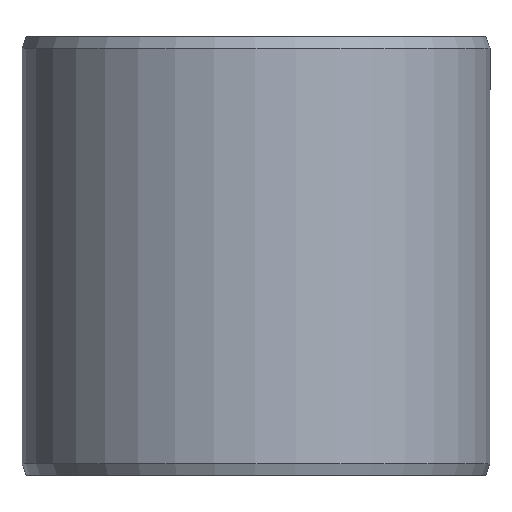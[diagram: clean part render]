
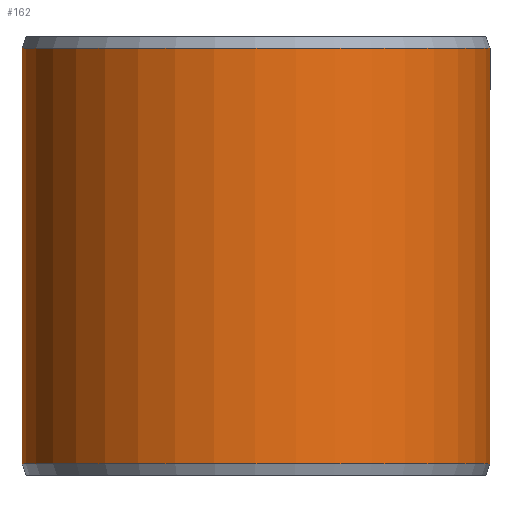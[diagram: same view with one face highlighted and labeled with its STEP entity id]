
A CAD part, front view. The second image highlights one B-rep face of the part: STEP entity #162.
In plain terms, the highlighted cylindrical face has radius 24 mm (diameter 48 mm), a partial arc.
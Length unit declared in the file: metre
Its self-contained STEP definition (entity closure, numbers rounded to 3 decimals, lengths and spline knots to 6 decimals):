
#162=ADVANCED_FACE('',(#185,#186),#187,.T.);
#185=FACE_OUTER_BOUND('',#211,.T.);
#186=FACE_BOUND('',#212,.T.);
#187=CYLINDRICAL_SURFACE('',#213,0.024);
#211=EDGE_LOOP('',(#289,#290,#291,#292));
#212=EDGE_LOOP('',(#293));
#213=AXIS2_PLACEMENT_3D('',#294,#295,#296);
#289=ORIENTED_EDGE('',*,*,#314,.T.);
#290=ORIENTED_EDGE('',*,*,#323,.F.);
#291=ORIENTED_EDGE('',*,*,#309,.F.);
#292=ORIENTED_EDGE('',*,*,#324,.T.);
#293=ORIENTED_EDGE('',*,*,#327,.T.);
#294=CARTESIAN_POINT('',(0.,0.,0.0));
#295=DIRECTION('',(0.,0.0,-1.0));
#296=DIRECTION('',(-1.0,0.0,0.));
#309=EDGE_CURVE('',#341,#342,#343,.T.);
#314=EDGE_CURVE('',#351,#349,#352,.T.);
#323=EDGE_CURVE('',#342,#349,#365,.T.);
#324=EDGE_CURVE('',#341,#351,#366,.T.);
#327=EDGE_CURVE('',#370,#370,#371,.T.);
#341=VERTEX_POINT('',#389);
#342=VERTEX_POINT('',#390);
#343=CIRCLE('',#391,0.024);
#349=VERTEX_POINT('',#399);
#351=VERTEX_POINT('',#402);
#352=CIRCLE('',#403,0.024);
#365=LINE('',#422,#423);
#366=LINE('',#424,#425);
#370=VERTEX_POINT('',#495);
#371=B_SPLINE_CURVE_WITH_KNOTS('',3,(#496,#497,#498,#499,#500,#501,#502,#503,#504,#505,#506,#507,#508,#509,#510,#511,#512,#513,#514,#515,#516,#517,#518,#519,#520,#521,#522,#523,#524,#525,#526,#527,#528,#529,#530,#531,#532,#533,#534,#535,#536,#537,#538,#539,#540,#541,#542,#543,#544,#545,#546,#547,#548,#549,#550,#551,#552,#553,#554,#555,#556,#557,#558,#559,#560,#561),.UNSPECIFIED.,.T.,.F.,(2,2,2,2,2,2,2,2,2,2,2,2,2,2,2,2,2,2,2,2,2,2,2,2,2,2,2,2,2,2,2,2,2,2,2),(-0.000783,0.0,0.000783,0.001566,0.002349,0.003132,0.003914,0.004697,0.00548,0.006263,0.007046,0.007829,0.008612,0.009395,0.010177,0.01096,0.011743,0.012526,0.013309,0.014092,0.014875,0.015658,0.016441,0.017223,0.018006,0.018789,0.019572,0.020355,0.021138,0.021921,0.022704,0.023486,0.024269,0.025052,0.025835),.UNSPECIFIED.);
#389=CARTESIAN_POINT('',(0.000419,0.023996,0.0012));
#390=CARTESIAN_POINT('',(0.,0.024,0.0012));
#391=AXIS2_PLACEMENT_3D('',#575,#576,#577);
#399=CARTESIAN_POINT('',(0.,0.024,0.0438));
#402=CARTESIAN_POINT('',(0.000419,0.023996,0.0438));
#403=AXIS2_PLACEMENT_3D('',#584,#585,#586);
#422=CARTESIAN_POINT('',(0.,0.024,0.0012));
#423=VECTOR('',#599,1.0);
#424=CARTESIAN_POINT('',(0.000419,0.023996,0.0012));
#425=VECTOR('',#600,1.0);
#495=CARTESIAN_POINT('',(0.018224,-0.015617,0.0225));
#496=CARTESIAN_POINT('',(0.018224,-0.015617,0.022235));
#497=CARTESIAN_POINT('',(0.018224,-0.015617,0.022765));
#498=CARTESIAN_POINT('',(0.018241,-0.015597,0.023025));
#499=CARTESIAN_POINT('',(0.018308,-0.015518,0.023537));
#500=CARTESIAN_POINT('',(0.018359,-0.015458,0.023791));
#501=CARTESIAN_POINT('',(0.018489,-0.015302,0.024275));
#502=CARTESIAN_POINT('',(0.018568,-0.015207,0.024505));
#503=CARTESIAN_POINT('',(0.018753,-0.014979,0.024939));
#504=CARTESIAN_POINT('',(0.018859,-0.014846,0.025145));
#505=CARTESIAN_POINT('',(0.019086,-0.014552,0.025513));
#506=CARTESIAN_POINT('',(0.019208,-0.014391,0.025678));
#507=CARTESIAN_POINT('',(0.019468,-0.014038,0.025971));
#508=CARTESIAN_POINT('',(0.019603,-0.013848,0.026095));
#509=CARTESIAN_POINT('',(0.019877,-0.013452,0.026294));
#510=CARTESIAN_POINT('',(0.020018,-0.013242,0.026371));
#511=CARTESIAN_POINT('',(0.020299,-0.012807,0.026474));
#512=CARTESIAN_POINT('',(0.020436,-0.012587,0.0265));
#513=CARTESIAN_POINT('',(0.020705,-0.012139,0.0265));
#514=CARTESIAN_POINT('',(0.020838,-0.011909,0.026474));
#515=CARTESIAN_POINT('',(0.021089,-0.01146,0.026372));
#516=CARTESIAN_POINT('',(0.021207,-0.01124,0.026296));
#517=CARTESIAN_POINT('',(0.02143,-0.010809,0.026095));
#518=CARTESIAN_POINT('',(0.021534,-0.010599,0.02597));
#519=CARTESIAN_POINT('',(0.021722,-0.010207,0.025681));
#520=CARTESIAN_POINT('',(0.021808,-0.010022,0.025515));
#521=CARTESIAN_POINT('',(0.021962,-0.00968,0.025143));
#522=CARTESIAN_POINT('',(0.022028,-0.009527,0.024942));
#523=CARTESIAN_POINT('',(0.022143,-0.009258,0.024509));
#524=CARTESIAN_POINT('',(0.022191,-0.009141,0.024275));
#525=CARTESIAN_POINT('',(0.022268,-0.008953,0.023791));
#526=CARTESIAN_POINT('',(0.022296,-0.008881,0.023542));
#527=CARTESIAN_POINT('',(0.022335,-0.008784,0.023028));
#528=CARTESIAN_POINT('',(0.022344,-0.008759,0.022763));
#529=CARTESIAN_POINT('',(0.022344,-0.008759,0.02224));
#530=CARTESIAN_POINT('',(0.022335,-0.008783,0.02198));
#531=CARTESIAN_POINT('',(0.022297,-0.00888,0.021463));
#532=CARTESIAN_POINT('',(0.022268,-0.008952,0.021211));
#533=CARTESIAN_POINT('',(0.022192,-0.009139,0.020729));
#534=CARTESIAN_POINT('',(0.022144,-0.009255,0.020496));
#535=CARTESIAN_POINT('',(0.022029,-0.009526,0.02006));
#536=CARTESIAN_POINT('',(0.021963,-0.009679,0.019859));
#537=CARTESIAN_POINT('',(0.02181,-0.010017,0.01949));
#538=CARTESIAN_POINT('',(0.021724,-0.010205,0.019321));
#539=CARTESIAN_POINT('',(0.021535,-0.010597,0.019031));
#540=CARTESIAN_POINT('',(0.021433,-0.010803,0.018908));
#541=CARTESIAN_POINT('',(0.02121,-0.011235,0.018706));
#542=CARTESIAN_POINT('',(0.02109,-0.011458,0.018629));
#543=CARTESIAN_POINT('',(0.020841,-0.011905,0.018527));
#544=CARTESIAN_POINT('',(0.02071,-0.012132,0.0185));
#545=CARTESIAN_POINT('',(0.020438,-0.012585,0.0185));
#546=CARTESIAN_POINT('',(0.0203,-0.012805,0.018526));
#547=CARTESIAN_POINT('',(0.020022,-0.013236,0.018627));
#548=CARTESIAN_POINT('',(0.01988,-0.013448,0.018704));
#549=CARTESIAN_POINT('',(0.019604,-0.013847,0.018904));
#550=CARTESIAN_POINT('',(0.01947,-0.014034,0.019027));
#551=CARTESIAN_POINT('',(0.019211,-0.014386,0.019317));
#552=CARTESIAN_POINT('',(0.019087,-0.014551,0.019486));
#553=CARTESIAN_POINT('',(0.01886,-0.014844,0.019853));
#554=CARTESIAN_POINT('',(0.018756,-0.014975,0.020054));
#555=CARTESIAN_POINT('',(0.018569,-0.015205,0.020492));
#556=CARTESIAN_POINT('',(0.01849,-0.015302,0.020723));
#557=CARTESIAN_POINT('',(0.01836,-0.015457,0.021204));
#558=CARTESIAN_POINT('',(0.018309,-0.015517,0.021457));
#559=CARTESIAN_POINT('',(0.018241,-0.015597,0.021974));
#560=CARTESIAN_POINT('',(0.018224,-0.015617,0.022235));
#561=CARTESIAN_POINT('',(0.018224,-0.015617,0.022765));
#575=CARTESIAN_POINT('',(0.,0.,0.0012));
#576=DIRECTION('',(0.,0.0,-1.0));
#577=DIRECTION('',(-1.0,0.0,0.));
#584=CARTESIAN_POINT('',(0.,0.,0.0438));
#585=DIRECTION('',(0.,0.0,-1.0));
#586=DIRECTION('',(-1.0,0.0,0.));
#599=DIRECTION('',(0.,0.0,1.0));
#600=DIRECTION('',(0.,0.,1.0));
